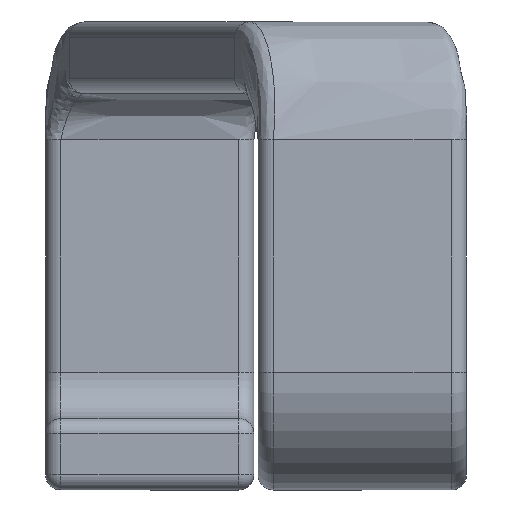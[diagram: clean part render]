
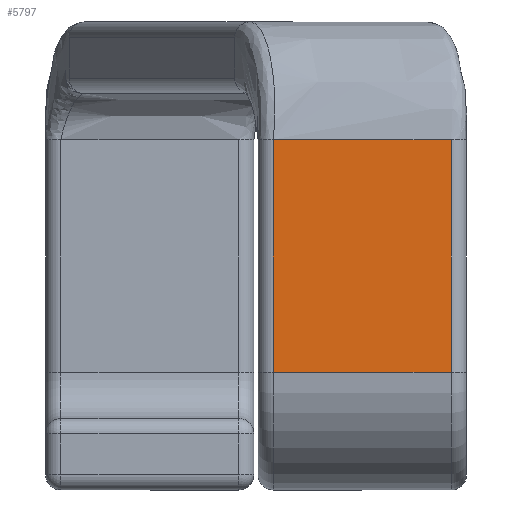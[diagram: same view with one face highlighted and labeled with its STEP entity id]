
A CAD part, left-side view. The second image highlights one B-rep face of the part: STEP entity #5797.
In plain terms, the highlighted planar face has unit normal (-1, 0, 0).
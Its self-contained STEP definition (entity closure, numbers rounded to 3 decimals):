
#111 = CARTESIAN_POINT ( 'NONE',  ( -1.905, -0.955, 1.715 ) ) ;
#550 = EDGE_LOOP ( 'NONE', ( #11552, #10248, #4224, #13860 ) ) ;
#1528 = EDGE_CURVE ( 'NONE', #9677, #6577, #14569, .T. ) ;
#2497 = EDGE_CURVE ( 'NONE', #2695, #7017, #5662, .T. ) ;
#2695 = VERTEX_POINT ( 'NONE', #11149 ) ;
#3220 = DIRECTION ( 'NONE',  ( 0., -1., 0. ) ) ;
#3325 = EDGE_CURVE ( 'NONE', #7017, #6577, #8737, .T. ) ;
#4017 = VECTOR ( 'NONE', #9028, 1000. ) ;
#4224 = ORIENTED_EDGE ( 'NONE', *, *, #2497, .T. ) ;
#4395 = LINE ( 'NONE', #6596, #4017 ) ;
#5324 = CARTESIAN_POINT ( 'NONE',  ( -1.905, -0.955, 1.715 ) ) ;
#5390 = CARTESIAN_POINT ( 'NONE',  ( -1.905, -0.955, 1.715 ) ) ;
#5662 = LINE ( 'NONE', #12464, #6136 ) ;
#5797 = ADVANCED_FACE ( 'NONE', ( #9132 ), #10185, .F. ) ;
#6136 = VECTOR ( 'NONE', #14765, 1000. ) ;
#6577 = VERTEX_POINT ( 'NONE', #8074 ) ;
#6596 = CARTESIAN_POINT ( 'NONE',  ( -1.905, -0.085, 1.715 ) ) ;
#6693 = CARTESIAN_POINT ( 'NONE',  ( -1.905, -0.085, 0.575 ) ) ;
#6934 = DIRECTION ( 'NONE',  ( 1., 0., 0. ) ) ;
#7017 = VERTEX_POINT ( 'NONE', #6693 ) ;
#8074 = CARTESIAN_POINT ( 'NONE',  ( -1.905, -0.955, 0.575 ) ) ;
#8299 = DIRECTION ( 'NONE',  ( 0., 0., 1. ) ) ;
#8656 = DIRECTION ( 'NONE',  ( 0., 0., -1. ) ) ;
#8737 = LINE ( 'NONE', #8891, #10425 ) ;
#8891 = CARTESIAN_POINT ( 'NONE',  ( -1.905, -0.955, 0.575 ) ) ;
#9028 = DIRECTION ( 'NONE',  ( 0., -1., 0. ) ) ;
#9132 = FACE_OUTER_BOUND ( 'NONE', #550, .T. ) ;
#9677 = VERTEX_POINT ( 'NONE', #5390 ) ;
#10185 = PLANE ( 'NONE',  #11703 ) ;
#10248 = ORIENTED_EDGE ( 'NONE', *, *, #13491, .F. ) ;
#10425 = VECTOR ( 'NONE', #3220, 1000. ) ;
#10913 = VECTOR ( 'NONE', #8656, 1000. ) ;
#11149 = CARTESIAN_POINT ( 'NONE',  ( -1.905, -0.085, 1.715 ) ) ;
#11552 = ORIENTED_EDGE ( 'NONE', *, *, #1528, .F. ) ;
#11703 = AXIS2_PLACEMENT_3D ( 'NONE', #111, #6934, #8299 ) ;
#12464 = CARTESIAN_POINT ( 'NONE',  ( -1.905, -0.085, 1.715 ) ) ;
#13491 = EDGE_CURVE ( 'NONE', #2695, #9677, #4395, .T. ) ;
#13860 = ORIENTED_EDGE ( 'NONE', *, *, #3325, .T. ) ;
#14569 = LINE ( 'NONE', #5324, #10913 ) ;
#14765 = DIRECTION ( 'NONE',  ( 0., 0., -1. ) ) ;
